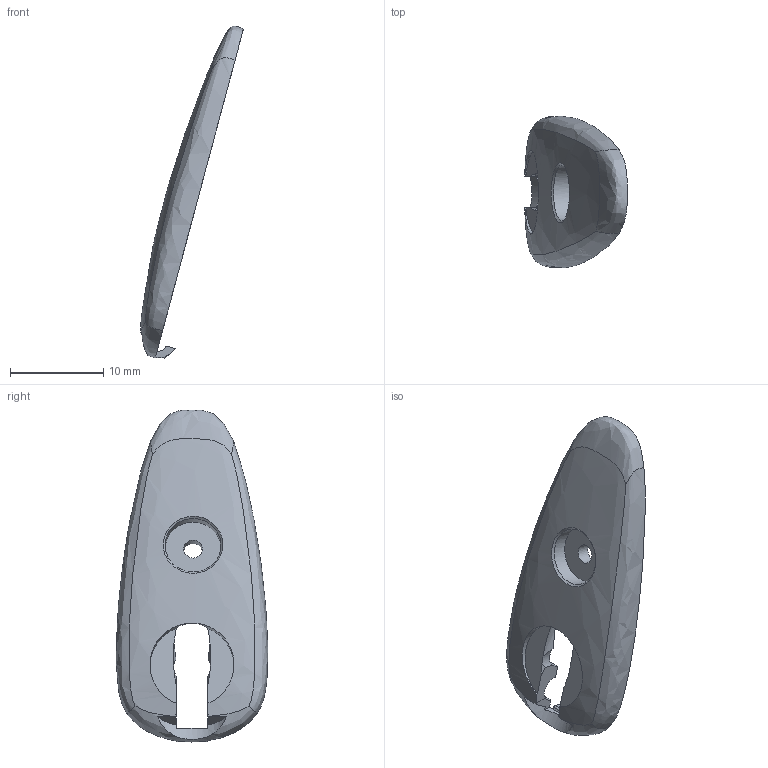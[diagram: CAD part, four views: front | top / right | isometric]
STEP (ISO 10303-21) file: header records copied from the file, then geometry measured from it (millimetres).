
FILE_DESCRIPTION(/* description */ (''),/* implementation_level */ '2;1');
FILE_NAME(/* name */ '手臂内壳(镜像).step',/* time_stamp */ '2022-03-30T22:47:44+08:00',/* author */ (''),/* organization */ (''),/* preprocessor_version */ 'ST-DEVELOPER v18.1',/* originating_system */ 'Autodesk Translation Framework v10.14.0.1471',/* authorisation */ '');
FILE_SCHEMA (('AUTOMOTIVE_DESIGN { 1 0 10303 214 3 1 1 }'));
Length unit declared in the file: millimetre
Products named in the file (1): 手臂内壳(镜像)
Bounding box: 10.99 x 16.25 x 35.56 mm (x, y, z)
Volume: 1021.5 mm3; surface area: 1197.8 mm2
Topology: 1 solids, 1 shells, 45 faces, 127 edges, 84 vertices
Faces by surface type: plane 22, cylinder 15, bspline 8
Full cylindrical faces by diameter (mm): 2 x1, 6 x1
Entity records: 3199 total; most frequent: CARTESIAN_POINT 2048, ORIENTED_EDGE 254, DIRECTION 202, EDGE_CURVE 127, VERTEX_POINT 84, AXIS2_PLACEMENT_3D 75, LINE 52, VECTOR 52
